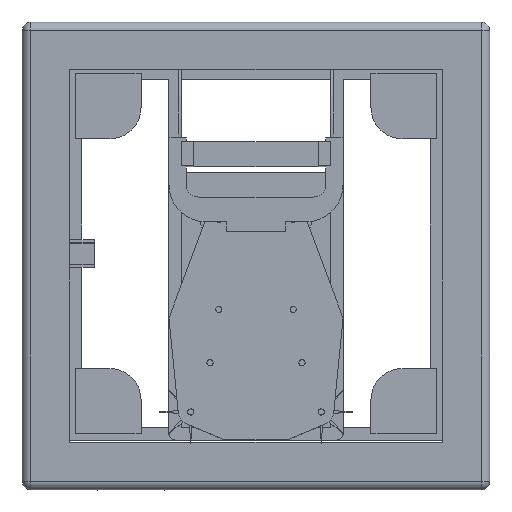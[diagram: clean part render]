
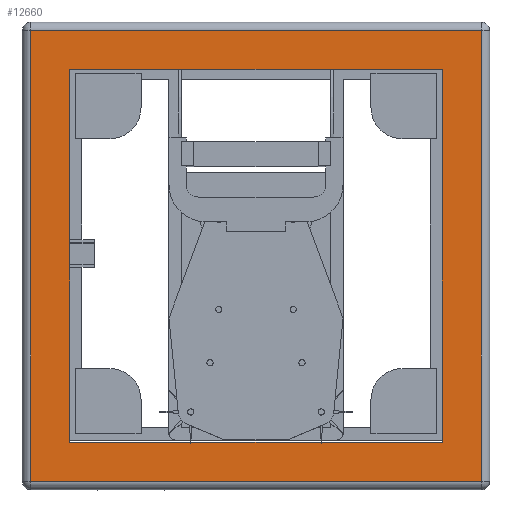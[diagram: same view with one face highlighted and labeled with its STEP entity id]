
A CAD part, top view. The second image highlights one B-rep face of the part: STEP entity #12660.
In plain terms, the highlighted planar face has unit normal (0, 0, 1).
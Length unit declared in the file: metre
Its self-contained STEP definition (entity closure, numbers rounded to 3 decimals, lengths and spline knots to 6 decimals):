
#3611=ORIENTED_EDGE('',*,*,#6293,.T.);
#3612=ORIENTED_EDGE('',*,*,#6294,.T.);
#3613=ORIENTED_EDGE('',*,*,#6295,.T.);
#3614=ORIENTED_EDGE('',*,*,#6296,.T.);
#3615=ORIENTED_EDGE('',*,*,#6271,.F.);
#3616=ORIENTED_EDGE('',*,*,#6275,.T.);
#3617=ORIENTED_EDGE('',*,*,#6278,.T.);
#3618=ORIENTED_EDGE('',*,*,#6292,.F.);
#6271=EDGE_CURVE('',#7793,#7794,#8827,.T.);
#6275=EDGE_CURVE('',#7793,#7796,#8831,.T.);
#6278=EDGE_CURVE('',#7796,#7798,#8834,.T.);
#6292=EDGE_CURVE('',#7794,#7798,#8848,.T.);
#6293=EDGE_CURVE('',#7811,#7812,#8849,.T.);
#6294=EDGE_CURVE('',#7812,#7813,#8850,.T.);
#6295=EDGE_CURVE('',#7813,#7814,#8851,.F.);
#6296=EDGE_CURVE('',#7814,#7811,#8852,.F.);
#7793=VERTEX_POINT('',#20983);
#7794=VERTEX_POINT('',#20985);
#7796=VERTEX_POINT('',#20991);
#7798=VERTEX_POINT('',#20997);
#7811=VERTEX_POINT('',#21031);
#7812=VERTEX_POINT('',#21032);
#7813=VERTEX_POINT('',#21034);
#7814=VERTEX_POINT('',#21036);
#8827=LINE('',#20984,#9907);
#8831=LINE('',#20992,#9911);
#8834=LINE('',#20998,#9914);
#8848=LINE('',#21028,#9928);
#8849=LINE('',#21030,#9929);
#8850=LINE('',#21033,#9930);
#8851=LINE('',#21035,#9931);
#8852=LINE('',#21037,#9932);
#9907=VECTOR('',#14663,1.);
#9911=VECTOR('',#14669,1.);
#9914=VECTOR('',#14674,1.);
#9928=VECTOR('',#14696,1.);
#9929=VECTOR('',#14699,1.);
#9930=VECTOR('',#14700,1.);
#9931=VECTOR('',#14701,1.);
#9932=VECTOR('',#14702,1.);
#10834=EDGE_LOOP('',(#3611,#3612,#3613,#3614));
#10835=EDGE_LOOP('',(#3615,#3616,#3617,#3618));
#11622=FACE_BOUND('',#10834,.T.);
#11623=FACE_BOUND('',#10835,.T.);
#12121=PLANE('',#13353);
#12660=ADVANCED_FACE('',(#11622,#11623),#12121,.T.);
#13353=AXIS2_PLACEMENT_3D('',#21029,#14697,#14698);
#14663=DIRECTION('',(-1.,0.,0.));
#14669=DIRECTION('',(0.,-1.,0.));
#14674=DIRECTION('',(-1.,0.,0.));
#14696=DIRECTION('',(0.,-1.,0.));
#14697=DIRECTION('',(0.,0.,1.));
#14698=DIRECTION('',(1.,0.,0.));
#14699=DIRECTION('',(-1.,0.,0.));
#14700=DIRECTION('',(0.,-1.,0.));
#14701=DIRECTION('',(-1.,0.,0.));
#14702=DIRECTION('',(0.,-1.,0.));
#20983=CARTESIAN_POINT('',(0.381,0.381,0.15113));
#20984=CARTESIAN_POINT('',(0.,0.381,0.15113));
#20985=CARTESIAN_POINT('',(-0.381,0.381,0.15113));
#20991=CARTESIAN_POINT('',(0.381,-0.381,0.15113));
#20992=CARTESIAN_POINT('',(0.381,0.,0.15113));
#20997=CARTESIAN_POINT('',(-0.381,-0.381,0.15113));
#20998=CARTESIAN_POINT('',(0.,-0.381,0.15113));
#21028=CARTESIAN_POINT('',(-0.381,0.,0.15113));
#21029=CARTESIAN_POINT('',(0.,0.,0.15113));
#21030=CARTESIAN_POINT('',(-0.477838,0.460058,0.15113));
#21031=CARTESIAN_POINT('',(0.460058,0.460058,0.15113));
#21032=CARTESIAN_POINT('',(-0.460058,0.460058,0.15113));
#21033=CARTESIAN_POINT('',(-0.460058,-0.477838,0.15113));
#21034=CARTESIAN_POINT('',(-0.460058,-0.460058,0.15113));
#21035=CARTESIAN_POINT('',(0.,-0.460058,0.15113));
#21036=CARTESIAN_POINT('',(0.460058,-0.460058,0.15113));
#21037=CARTESIAN_POINT('',(0.460058,0.,0.15113));
